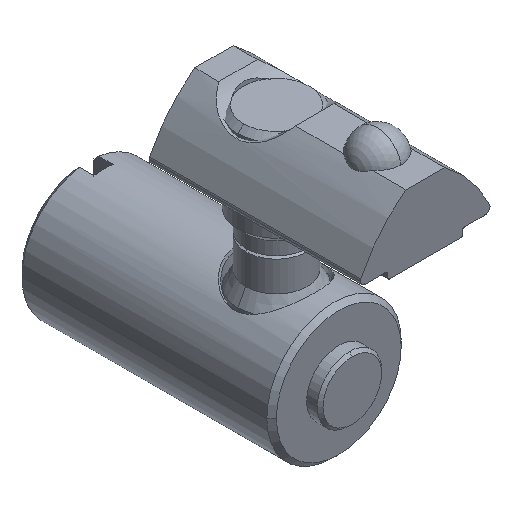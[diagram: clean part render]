
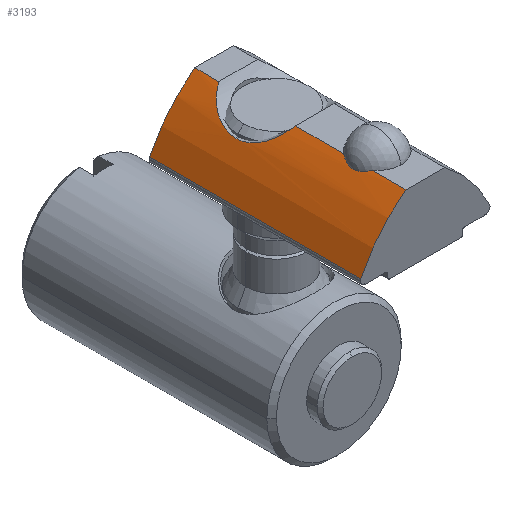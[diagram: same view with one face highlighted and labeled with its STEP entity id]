
A CAD part, isometric view. The second image highlights one B-rep face of the part: STEP entity #3193.
In plain terms, the highlighted cylindrical face has radius 15 mm (diameter 30 mm), a partial arc.
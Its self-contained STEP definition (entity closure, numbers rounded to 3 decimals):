
#9 = CARTESIAN_POINT ( 'NONE',  ( -2., 4., 22.9 ) ) ;
#68 = CARTESIAN_POINT ( 'NONE',  ( -2.5, -10.361, 22.518 ) ) ;
#118 = FACE_OUTER_BOUND ( 'NONE', #2366, .T. ) ;
#143 = EDGE_CURVE ( 'NONE', #2751, #3308, #918, .T. ) ;
#204 = CARTESIAN_POINT ( 'NONE',  ( -2.328, 3.82, 22.66 ) ) ;
#236 = CARTESIAN_POINT ( 'NONE',  ( -4.229, 0., 20.9 ) ) ;
#290 = CARTESIAN_POINT ( 'NONE',  ( -3.036, -3.22, 22.071 ) ) ;
#305 = ORIENTED_EDGE ( 'NONE', *, *, #143, .T. ) ;
#308 = CIRCLE ( 'NONE', #2847, 15. ) ;
#502 = CYLINDRICAL_SURFACE ( 'NONE', #1837, 15. ) ;
#587 = CARTESIAN_POINT ( 'NONE',  ( -2., 6.5, 22.9 ) ) ;
#675 = CARTESIAN_POINT ( 'NONE',  ( -2., -4., 22.9 ) ) ;
#781 = ORIENTED_EDGE ( 'NONE', *, *, #1412, .T. ) ;
#918 = B_SPLINE_CURVE_WITH_KNOTS ( 'NONE', 3,
 ( #2428, #68, #945, #1649, #2870, #1626, #4023, #3191 ),
 .UNSPECIFIED., .F., .F.,
 ( 4, 2, 2, 4 ),
 ( 0.002, 0.002, 0.002, 0.003 ),
 .UNSPECIFIED. ) ;
#923 = DIRECTION ( 'NONE',  ( 1., 0., 0. ) ) ;
#936 = ORIENTED_EDGE ( 'NONE', *, *, #1890, .T. ) ;
#940 = ORIENTED_EDGE ( 'NONE', *, *, #4856, .F. ) ;
#945 = CARTESIAN_POINT ( 'NONE',  ( -2.489, -10.224, 22.527 ) ) ;
#1022 = VECTOR ( 'NONE', #4574, 1000. ) ;
#1113 = CARTESIAN_POINT ( 'NONE',  ( -4.215, -0.443, 20.915 ) ) ;
#1202 = B_SPLINE_CURVE_WITH_KNOTS ( 'NONE', 3,
 ( #675, #4593, #2185, #290, #3029, #4873, #3769, #4483, #2652, #4564, #4892, #1113, #3385, #236 ),
 .UNSPECIFIED., .F., .F.,
 ( 4, 2, 2, 2, 2, 2, 4 ),
 ( 0., 0.001, 0.002, 0.003, 0.004, 0.005, 0.005 ),
 .UNSPECIFIED. ) ;
#1253 = VECTOR ( 'NONE', #2013, 1000. ) ;
#1299 = DIRECTION ( 'NONE',  ( 0., 1., 0. ) ) ;
#1412 = EDGE_CURVE ( 'NONE', #3420, #4502, #2279, .T. ) ;
#1435 = DIRECTION ( 'NONE',  ( 0., 1., 0. ) ) ;
#1464 = CARTESIAN_POINT ( 'NONE',  ( -3.169, 3.094, 21.957 ) ) ;
#1497 = EDGE_CURVE ( 'NONE', #3994, #2147, #1760, .T. ) ;
#1521 = CARTESIAN_POINT ( 'NONE',  ( -2.488, -10.779, 22.528 ) ) ;
#1525 = CARTESIAN_POINT ( 'NONE',  ( -2., 6.5, 22.9 ) ) ;
#1594 = CARTESIAN_POINT ( 'NONE',  ( -2.5, -10.5, 22.518 ) ) ;
#1626 = CARTESIAN_POINT ( 'NONE',  ( -2.279, -9.438, 22.691 ) ) ;
#1649 = CARTESIAN_POINT ( 'NONE',  ( -2.443, -9.953, 22.563 ) ) ;
#1760 = LINE ( 'NONE', #587, #2903 ) ;
#1787 = B_SPLINE_CURVE_WITH_KNOTS ( 'NONE', 3,
 ( #2629, #2246, #4543, #4994, #1931, #1521, #4168, #3865 ),
 .UNSPECIFIED., .F., .F.,
 ( 4, 2, 2, 4 ),
 ( 0., 0.001, 0.001, 0.002 ),
 .UNSPECIFIED. ) ;
#1830 = ORIENTED_EDGE ( 'NONE', *, *, #4766, .T. ) ;
#1837 = AXIS2_PLACEMENT_3D ( 'NONE', #4782, #2840, #2375 ) ;
#1890 = EDGE_CURVE ( 'NONE', #3308, #4298, #1905, .T. ) ;
#1901 = CARTESIAN_POINT ( 'NONE',  ( -2., -12., 22.9 ) ) ;
#1905 = LINE ( 'NONE', #1525, #1022 ) ;
#1931 = CARTESIAN_POINT ( 'NONE',  ( -2.443, -11.049, 22.563 ) ) ;
#2009 = CARTESIAN_POINT ( 'NONE',  ( -2., 6.5, 22.9 ) ) ;
#2013 = DIRECTION ( 'NONE',  ( 0., -1., 0. ) ) ;
#2047 = B_SPLINE_CURVE_WITH_KNOTS ( 'NONE', 3,
 ( #4158, #4083, #2953, #4506, #4135, #3714, #4535, #2622, #1464, #2929, #204, #3026 ),
 .UNSPECIFIED., .F., .F.,
 ( 4, 2, 2, 2, 2, 4 ),
 ( 0.005, 0.006, 0.007, 0.008, 0.009, 0.011 ),
 .UNSPECIFIED. ) ;
#2147 = VERTEX_POINT ( 'NONE', #1901 ) ;
#2159 = EDGE_CURVE ( 'NONE', #2147, #2751, #1787, .T. ) ;
#2171 = CARTESIAN_POINT ( 'NONE',  ( -2., 6.5, 22.9 ) ) ;
#2185 = CARTESIAN_POINT ( 'NONE',  ( -2.629, -3.607, 22.42 ) ) ;
#2237 = CARTESIAN_POINT ( 'NONE',  ( 6.854, 6.5, 10.792 ) ) ;
#2246 = CARTESIAN_POINT ( 'NONE',  ( -2.154, -11.795, 22.788 ) ) ;
#2279 = LINE ( 'NONE', #3828, #1253 ) ;
#2326 = VERTEX_POINT ( 'NONE', #9 ) ;
#2366 = EDGE_LOOP ( 'NONE', ( #2677, #940, #781, #4033, #3497, #3677, #305, #936, #1830, #4537 ) ) ;
#2375 = DIRECTION ( 'NONE',  ( 1., 0., 0. ) ) ;
#2428 = CARTESIAN_POINT ( 'NONE',  ( -2.5, -10.5, 22.518 ) ) ;
#2438 = AXIS2_PLACEMENT_3D ( 'NONE', #4028, #4859, #923 ) ;
#2595 = DIRECTION ( 'NONE',  ( 1., 0., 0. ) ) ;
#2622 = CARTESIAN_POINT ( 'NONE',  ( -3.412, 2.789, 21.732 ) ) ;
#2629 = CARTESIAN_POINT ( 'NONE',  ( -2., -12., 22.9 ) ) ;
#2652 = CARTESIAN_POINT ( 'NONE',  ( -3.966, -1.709, 21.182 ) ) ;
#2677 = ORIENTED_EDGE ( 'NONE', *, *, #3592, .T. ) ;
#2682 = CIRCLE ( 'NONE', #2438, 15. ) ;
#2751 = VERTEX_POINT ( 'NONE', #1594 ) ;
#2840 = DIRECTION ( 'NONE',  ( 0., -1., 0. ) ) ;
#2847 = AXIS2_PLACEMENT_3D ( 'NONE', #2237, #1435, #2595 ) ;
#2870 = CARTESIAN_POINT ( 'NONE',  ( -2.409, -9.819, 22.59 ) ) ;
#2874 = LINE ( 'NONE', #2171, #4858 ) ;
#2903 = VECTOR ( 'NONE', #3351, 1000. ) ;
#2929 = CARTESIAN_POINT ( 'NONE',  ( -2.628, 3.607, 22.42 ) ) ;
#2953 = CARTESIAN_POINT ( 'NONE',  ( -4.216, 0.439, 20.914 ) ) ;
#3026 = CARTESIAN_POINT ( 'NONE',  ( -2., 4., 22.9 ) ) ;
#3029 = CARTESIAN_POINT ( 'NONE',  ( -3.165, -3.079, 21.956 ) ) ;
#3034 = CARTESIAN_POINT ( 'NONE',  ( -2., -15.5, 22.9 ) ) ;
#3191 = CARTESIAN_POINT ( 'NONE',  ( -2., -9., 22.9 ) ) ;
#3193 = ADVANCED_FACE ( 'NONE', ( #118 ), #502, .T. ) ;
#3278 = VERTEX_POINT ( 'NONE', #2009 ) ;
#3308 = VERTEX_POINT ( 'NONE', #4401 ) ;
#3351 = DIRECTION ( 'NONE',  ( 0., 1., 0. ) ) ;
#3385 = CARTESIAN_POINT ( 'NONE',  ( -4.229, -0.22, 20.9 ) ) ;
#3420 = VERTEX_POINT ( 'NONE', #4255 ) ;
#3497 = ORIENTED_EDGE ( 'NONE', *, *, #1497, .T. ) ;
#3592 = EDGE_CURVE ( 'NONE', #2326, #3278, #2874, .T. ) ;
#3625 = EDGE_CURVE ( 'NONE', #4502, #3994, #2682, .T. ) ;
#3677 = ORIENTED_EDGE ( 'NONE', *, *, #2159, .T. ) ;
#3714 = CARTESIAN_POINT ( 'NONE',  ( -3.965, 1.712, 21.183 ) ) ;
#3769 = CARTESIAN_POINT ( 'NONE',  ( -3.513, -2.615, 21.634 ) ) ;
#3828 = CARTESIAN_POINT ( 'NONE',  ( -6.702, 6.5, 17.214 ) ) ;
#3832 = CARTESIAN_POINT ( 'NONE',  ( -2., -4., 22.9 ) ) ;
#3865 = CARTESIAN_POINT ( 'NONE',  ( -2.5, -10.5, 22.518 ) ) ;
#3994 = VERTEX_POINT ( 'NONE', #3034 ) ;
#4004 = CARTESIAN_POINT ( 'NONE',  ( -6.702, -15.5, 17.214 ) ) ;
#4023 = CARTESIAN_POINT ( 'NONE',  ( -2.154, -9.205, 22.788 ) ) ;
#4024 = VERTEX_POINT ( 'NONE', #4570 ) ;
#4028 = CARTESIAN_POINT ( 'NONE',  ( 6.854, -15.5, 10.792 ) ) ;
#4033 = ORIENTED_EDGE ( 'NONE', *, *, #3625, .T. ) ;
#4083 = CARTESIAN_POINT ( 'NONE',  ( -4.229, 0.22, 20.9 ) ) ;
#4135 = CARTESIAN_POINT ( 'NONE',  ( -4.122, 1.092, 21.016 ) ) ;
#4158 = CARTESIAN_POINT ( 'NONE',  ( -4.229, 0., 20.9 ) ) ;
#4168 = CARTESIAN_POINT ( 'NONE',  ( -2.5, -10.639, 22.518 ) ) ;
#4255 = CARTESIAN_POINT ( 'NONE',  ( -6.702, 6.5, 17.214 ) ) ;
#4298 = VERTEX_POINT ( 'NONE', #3832 ) ;
#4401 = CARTESIAN_POINT ( 'NONE',  ( -2., -9., 22.9 ) ) ;
#4483 = CARTESIAN_POINT ( 'NONE',  ( -3.809, -2.101, 21.346 ) ) ;
#4502 = VERTEX_POINT ( 'NONE', #4004 ) ;
#4506 = CARTESIAN_POINT ( 'NONE',  ( -4.162, 0.876, 20.972 ) ) ;
#4535 = CARTESIAN_POINT ( 'NONE',  ( -3.808, 2.102, 21.346 ) ) ;
#4537 = ORIENTED_EDGE ( 'NONE', *, *, #4948, .T. ) ;
#4543 = CARTESIAN_POINT ( 'NONE',  ( -2.278, -11.564, 22.692 ) ) ;
#4564 = CARTESIAN_POINT ( 'NONE',  ( -4.122, -1.092, 21.016 ) ) ;
#4570 = CARTESIAN_POINT ( 'NONE',  ( -4.229, 0., 20.9 ) ) ;
#4574 = DIRECTION ( 'NONE',  ( 0., 1., 0. ) ) ;
#4593 = CARTESIAN_POINT ( 'NONE',  ( -2.328, -3.82, 22.66 ) ) ;
#4766 = EDGE_CURVE ( 'NONE', #4298, #4024, #1202, .T. ) ;
#4782 = CARTESIAN_POINT ( 'NONE',  ( 6.854, 6.5, 10.792 ) ) ;
#4856 = EDGE_CURVE ( 'NONE', #3420, #3278, #308, .T. ) ;
#4858 = VECTOR ( 'NONE', #1299, 1000. ) ;
#4859 = DIRECTION ( 'NONE',  ( 0., 1., 0. ) ) ;
#4873 = CARTESIAN_POINT ( 'NONE',  ( -3.404, -2.776, 21.737 ) ) ;
#4892 = CARTESIAN_POINT ( 'NONE',  ( -4.162, -0.88, 20.973 ) ) ;
#4948 = EDGE_CURVE ( 'NONE', #4024, #2326, #2047, .T. ) ;
#4994 = CARTESIAN_POINT ( 'NONE',  ( -2.409, -11.18, 22.59 ) ) ;
